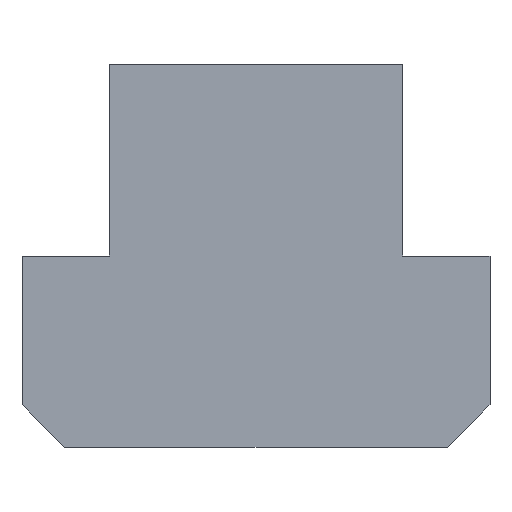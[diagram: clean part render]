
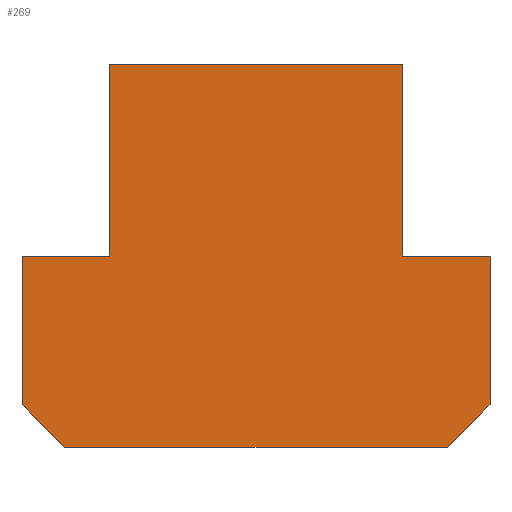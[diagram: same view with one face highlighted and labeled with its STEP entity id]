
A CAD part, front view. The second image highlights one B-rep face of the part: STEP entity #269.
In plain terms, the highlighted planar face has unit normal (0, -1, 0).
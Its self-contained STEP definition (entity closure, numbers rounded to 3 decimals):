
#119=EDGE_CURVE('',#187,#127,#318,.T.);
#121=VERTEX_POINT('',#320);
#127=VERTEX_POINT('',#328);
#129=EDGE_CURVE('',#151,#121,#330,.T.);
#131=EDGE_CURVE('',#121,#161,#332,.T.);
#149=EDGE_CURVE('',#161,#175,#355,.T.);
#151=VERTEX_POINT('',#357);
#155=EDGE_CURVE('',#213,#151,#362,.T.);
#157=EDGE_CURVE('',#191,#233,#364,.T.);
#161=VERTEX_POINT('',#368);
#165=EDGE_CURVE('',#197,#191,#372,.T.);
#171=EDGE_CURVE('',#175,#187,#378,.T.);
#175=VERTEX_POINT('',#382);
#187=VERTEX_POINT('',#395);
#191=VERTEX_POINT('',#399);
#197=VERTEX_POINT('',#406);
#211=EDGE_CURVE('',#233,#213,#421,.T.);
#213=VERTEX_POINT('',#423);
#233=VERTEX_POINT('',#445);
#253=EDGE_CURVE('',#127,#197,#467,.T.);
#269=ADVANCED_FACE('',(#484),#485,.T.);
#318=LINE('',#529,#530);
#320=CARTESIAN_POINT('',(22.0,-22.0,0.0));
#328=CARTESIAN_POINT('',(-22.0,-22.0,-14.0));
#330=LINE('',#545,#546);
#332=LINE('',#549,#550);
#355=LINE('',#578,#579);
#357=CARTESIAN_POINT('',(13.8,-22.0,0.0));
#362=LINE('',#587,#588);
#364=LINE('',#591,#592);
#368=CARTESIAN_POINT('',(22.0,-22.0,-14.0));
#372=LINE('',#603,#604);
#378=LINE('',#613,#614);
#382=CARTESIAN_POINT('',(18.,-22.0,-18.0));
#395=CARTESIAN_POINT('',(-18.,-22.0,-18.0));
#399=CARTESIAN_POINT('',(-13.8,-22.0,0.0));
#406=CARTESIAN_POINT('',(-22.0,-22.0,0.0));
#421=LINE('',#675,#676);
#423=CARTESIAN_POINT('',(13.8,-22.0,18.0));
#445=CARTESIAN_POINT('',(-13.8,-22.0,18.0));
#467=LINE('',#737,#738);
#484=FACE_OUTER_BOUND('',#761,.T.);
#485=PLANE('',#762);
#529=CARTESIAN_POINT('',(-22.0,-22.0,-14.0));
#530=VECTOR('',#811,1.0);
#545=CARTESIAN_POINT('',(22.0,-22.0,0.0));
#546=VECTOR('',#823,1.0);
#549=CARTESIAN_POINT('',(22.0,-22.0,-14.0));
#550=VECTOR('',#824,1.0);
#578=CARTESIAN_POINT('',(18.,-22.0,-18.0));
#579=VECTOR('',#865,1.0);
#587=CARTESIAN_POINT('',(13.8,-22.0,0.0));
#588=VECTOR('',#874,1.0);
#591=CARTESIAN_POINT('',(-13.8,-22.0,18.0));
#592=VECTOR('',#875,1.0);
#603=CARTESIAN_POINT('',(-13.8,-22.0,0.0));
#604=VECTOR('',#877,1.0);
#613=CARTESIAN_POINT('',(-18.,-22.0,-18.0));
#614=VECTOR('',#879,1.0);
#675=CARTESIAN_POINT('',(13.8,-22.0,18.0));
#676=VECTOR('',#915,1.0);
#737=CARTESIAN_POINT('',(-22.0,-22.0,0.0));
#738=VECTOR('',#966,1.0);
#761=EDGE_LOOP('',(#984,#985,#986,#987,#988,#989,#990,#991,#992,#993));
#762=AXIS2_PLACEMENT_3D('',#994,#995,#996);
#811=DIRECTION('',(-0.707,0.,0.707));
#823=DIRECTION('',(1.0,0.0,0.0));
#824=DIRECTION('',(0.0,0.,-1.0));
#865=DIRECTION('',(-0.707,0.,-0.707));
#874=DIRECTION('',(0.0,0.,-1.0));
#875=DIRECTION('',(0.0,0.,1.0));
#877=DIRECTION('',(1.0,0.0,0.0));
#879=DIRECTION('',(-1.0,0.0,0.0));
#915=DIRECTION('',(1.0,0.0,0.0));
#966=DIRECTION('',(0.0,0.,1.0));
#984=ORIENTED_EDGE('',*,*,#149,.F.);
#985=ORIENTED_EDGE('',*,*,#131,.F.);
#986=ORIENTED_EDGE('',*,*,#129,.F.);
#987=ORIENTED_EDGE('',*,*,#155,.F.);
#988=ORIENTED_EDGE('',*,*,#211,.F.);
#989=ORIENTED_EDGE('',*,*,#157,.F.);
#990=ORIENTED_EDGE('',*,*,#165,.F.);
#991=ORIENTED_EDGE('',*,*,#253,.F.);
#992=ORIENTED_EDGE('',*,*,#119,.F.);
#993=ORIENTED_EDGE('',*,*,#171,.F.);
#994=CARTESIAN_POINT('',(0.,-22.0,-1.315));
#995=DIRECTION('',(0.0,-1.0,0.));
#996=DIRECTION('',(1.0,0.0,0.0));
